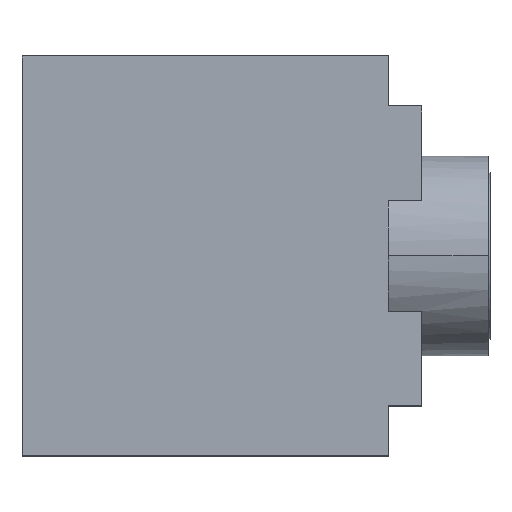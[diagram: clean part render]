
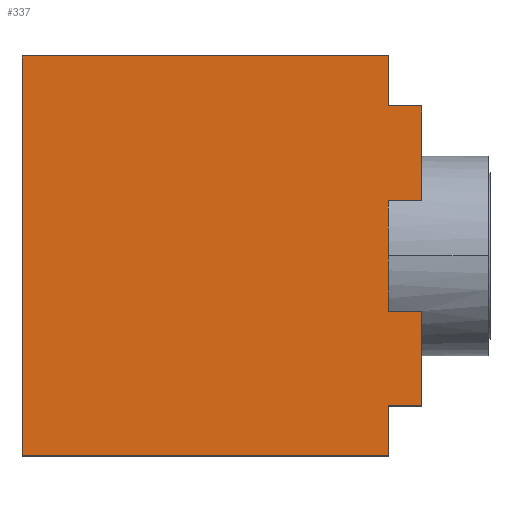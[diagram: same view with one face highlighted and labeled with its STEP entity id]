
A CAD part, top view. The second image highlights one B-rep face of the part: STEP entity #337.
In plain terms, the highlighted planar face has unit normal (0, 0, 1).
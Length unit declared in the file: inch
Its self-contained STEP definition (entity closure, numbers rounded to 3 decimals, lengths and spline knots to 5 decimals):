
#4 = CARTESIAN_POINT ( 'NONE',  ( -0.11811, 0.23622, 0.09843 ) ) ;
#21 = VERTEX_POINT ( 'NONE', #997 ) ;
#42 = ORIENTED_EDGE ( 'NONE', *, *, #1378, .T. ) ;
#63 = CARTESIAN_POINT ( 'NONE',  ( -0.55118, 0.23622, 0.09843 ) ) ;
#92 = ORIENTED_EDGE ( 'NONE', *, *, #1124, .T. ) ;
#93 = LINE ( 'NONE', #554, #1581 ) ;
#102 = DIRECTION ( 'NONE',  ( 1., 0., 0. ) ) ;
#121 = EDGE_CURVE ( 'NONE', #910, #1735, #599, .T. ) ;
#132 = VERTEX_POINT ( 'NONE', #1260 ) ;
#145 = LINE ( 'NONE', #810, #1448 ) ;
#153 = CARTESIAN_POINT ( 'NONE',  ( -0.11811, 0.23622, 0.09843 ) ) ;
#166 = VERTEX_POINT ( 'NONE', #153 ) ;
#192 = EDGE_CURVE ( 'NONE', #1727, #166, #325, .T. ) ;
#221 = PLANE ( 'NONE',  #699 ) ;
#244 = ORIENTED_EDGE ( 'NONE', *, *, #802, .F. ) ;
#288 = CARTESIAN_POINT ( 'NONE',  ( -0.11811, -0.23622, 0.09843 ) ) ;
#295 = VECTOR ( 'NONE', #1267, 39.37008 ) ;
#315 = CARTESIAN_POINT ( 'NONE',  ( -0.11811, 0.23622, 0.09843 ) ) ;
#325 = LINE ( 'NONE', #315, #959 ) ;
#337 = ADVANCED_FACE ( 'NONE', ( #347 ), #221, .F. ) ;
#345 = CARTESIAN_POINT ( 'NONE',  ( 0.33407, -0.06529, 0.09843 ) ) ;
#347 = FACE_OUTER_BOUND ( 'NONE', #1458, .T. ) ;
#351 = LINE ( 'NONE', #1453, #295 ) ;
#457 = ORIENTED_EDGE ( 'NONE', *, *, #1481, .F. ) ;
#507 = ORIENTED_EDGE ( 'NONE', *, *, #121, .T. ) ;
#512 = EDGE_CURVE ( 'NONE', #1793, #132, #1477, .T. ) ;
#526 = LINE ( 'NONE', #345, #854 ) ;
#544 = EDGE_CURVE ( 'NONE', #703, #622, #1687, .T. ) ;
#554 = CARTESIAN_POINT ( 'NONE',  ( -0.07874, 0.17717, 0.09843 ) ) ;
#575 = CARTESIAN_POINT ( 'NONE',  ( -0.11811, 0.23622, 0.09843 ) ) ;
#587 = VECTOR ( 'NONE', #102, 39.37008 ) ;
#599 = LINE ( 'NONE', #2046, #1160 ) ;
#614 = CARTESIAN_POINT ( 'NONE',  ( -0.11811, 0.06529, 0.09843 ) ) ;
#622 = VERTEX_POINT ( 'NONE', #288 ) ;
#654 = EDGE_CURVE ( 'NONE', #1793, #954, #526, .T. ) ;
#693 = CARTESIAN_POINT ( 'NONE',  ( -0.07874, 0.17717, 0.09843 ) ) ;
#699 = AXIS2_PLACEMENT_3D ( 'NONE', #4, #1606, #1271 ) ;
#703 = VERTEX_POINT ( 'NONE', #816 ) ;
#717 = ORIENTED_EDGE ( 'NONE', *, *, #654, .T. ) ;
#802 = EDGE_CURVE ( 'NONE', #891, #1735, #93, .T. ) ;
#810 = CARTESIAN_POINT ( 'NONE',  ( -0.11811, 0.23622, 0.09843 ) ) ;
#816 = CARTESIAN_POINT ( 'NONE',  ( -0.11811, -0.17717, 0.09843 ) ) ;
#854 = VECTOR ( 'NONE', #1434, 39.37008 ) ;
#857 = VECTOR ( 'NONE', #1752, 39.37008 ) ;
#874 = DIRECTION ( 'NONE',  ( 0., -1., 0. ) ) ;
#891 = VERTEX_POINT ( 'NONE', #1362 ) ;
#910 = VERTEX_POINT ( 'NONE', #614 ) ;
#915 = DIRECTION ( 'NONE',  ( 1., 0., 0. ) ) ;
#954 = VERTEX_POINT ( 'NONE', #1887 ) ;
#959 = VECTOR ( 'NONE', #1074, 39.37008 ) ;
#964 = ORIENTED_EDGE ( 'NONE', *, *, #1355, .F. ) ;
#970 = EDGE_CURVE ( 'NONE', #132, #703, #1538, .T. ) ;
#997 = CARTESIAN_POINT ( 'NONE',  ( -0.55118, -0.23622, 0.09843 ) ) ;
#1008 = ORIENTED_EDGE ( 'NONE', *, *, #1209, .T. ) ;
#1018 = ORIENTED_EDGE ( 'NONE', *, *, #192, .F. ) ;
#1055 = VECTOR ( 'NONE', #874, 39.37008 ) ;
#1057 = CARTESIAN_POINT ( 'NONE',  ( -0.07874, -0.17717, 0.09843 ) ) ;
#1074 = DIRECTION ( 'NONE',  ( 1., 0., 0. ) ) ;
#1124 = EDGE_CURVE ( 'NONE', #1727, #21, #351, .T. ) ;
#1160 = VECTOR ( 'NONE', #915, 39.37008 ) ;
#1177 = CARTESIAN_POINT ( 'NONE',  ( -0.07874, 0.06529, 0.09843 ) ) ;
#1181 = LINE ( 'NONE', #1780, #1684 ) ;
#1209 = EDGE_CURVE ( 'NONE', #21, #622, #2023, .T. ) ;
#1259 = ORIENTED_EDGE ( 'NONE', *, *, #970, .F. ) ;
#1260 = CARTESIAN_POINT ( 'NONE',  ( -0.07874, -0.17717, 0.09843 ) ) ;
#1267 = DIRECTION ( 'NONE',  ( 0., -1., 0. ) ) ;
#1271 = DIRECTION ( 'NONE',  ( -1., 0., 0. ) ) ;
#1311 = CARTESIAN_POINT ( 'NONE',  ( -0.07874, -0.06529, 0.09843 ) ) ;
#1321 = ORIENTED_EDGE ( 'NONE', *, *, #544, .F. ) ;
#1355 = EDGE_CURVE ( 'NONE', #166, #2027, #145, .T. ) ;
#1362 = CARTESIAN_POINT ( 'NONE',  ( -0.07874, 0.17717, 0.09843 ) ) ;
#1378 = EDGE_CURVE ( 'NONE', #891, #2027, #2069, .T. ) ;
#1434 = DIRECTION ( 'NONE',  ( -1., 0., 0. ) ) ;
#1448 = VECTOR ( 'NONE', #1607, 39.37008 ) ;
#1453 = CARTESIAN_POINT ( 'NONE',  ( -0.55118, 0.23622, 0.09843 ) ) ;
#1458 = EDGE_LOOP ( 'NONE', ( #92, #1008, #1321, #1259, #2073, #717, #457, #507, #244, #42, #964, #1018 ) ) ;
#1477 = LINE ( 'NONE', #693, #1055 ) ;
#1481 = EDGE_CURVE ( 'NONE', #910, #954, #1181, .T. ) ;
#1488 = DIRECTION ( 'NONE',  ( 0., -1., 0. ) ) ;
#1538 = LINE ( 'NONE', #1057, #1888 ) ;
#1563 = DIRECTION ( 'NONE',  ( -1., 0., 0. ) ) ;
#1581 = VECTOR ( 'NONE', #1488, 39.37008 ) ;
#1606 = DIRECTION ( 'NONE',  ( 0., 0., -1. ) ) ;
#1607 = DIRECTION ( 'NONE',  ( 0., -1., 0. ) ) ;
#1608 = CARTESIAN_POINT ( 'NONE',  ( -0.11811, 0.17717, 0.09843 ) ) ;
#1684 = VECTOR ( 'NONE', #1959, 39.37008 ) ;
#1687 = LINE ( 'NONE', #575, #1830 ) ;
#1692 = CARTESIAN_POINT ( 'NONE',  ( -0.11811, -0.23622, 0.09843 ) ) ;
#1727 = VERTEX_POINT ( 'NONE', #63 ) ;
#1735 = VERTEX_POINT ( 'NONE', #1177 ) ;
#1752 = DIRECTION ( 'NONE',  ( -1., 0., 0. ) ) ;
#1780 = CARTESIAN_POINT ( 'NONE',  ( -0.11811, 0.23622, 0.09843 ) ) ;
#1793 = VERTEX_POINT ( 'NONE', #1311 ) ;
#1830 = VECTOR ( 'NONE', #1971, 39.37008 ) ;
#1887 = CARTESIAN_POINT ( 'NONE',  ( -0.11811, -0.06529, 0.09843 ) ) ;
#1888 = VECTOR ( 'NONE', #1563, 39.37008 ) ;
#1936 = CARTESIAN_POINT ( 'NONE',  ( -0.07874, 0.17717, 0.09843 ) ) ;
#1959 = DIRECTION ( 'NONE',  ( 0., -1., 0. ) ) ;
#1971 = DIRECTION ( 'NONE',  ( 0., -1., 0. ) ) ;
#2023 = LINE ( 'NONE', #1692, #587 ) ;
#2027 = VERTEX_POINT ( 'NONE', #1608 ) ;
#2046 = CARTESIAN_POINT ( 'NONE',  ( 0.33407, 0.06529, 0.09843 ) ) ;
#2069 = LINE ( 'NONE', #1936, #857 ) ;
#2073 = ORIENTED_EDGE ( 'NONE', *, *, #512, .F. ) ;
